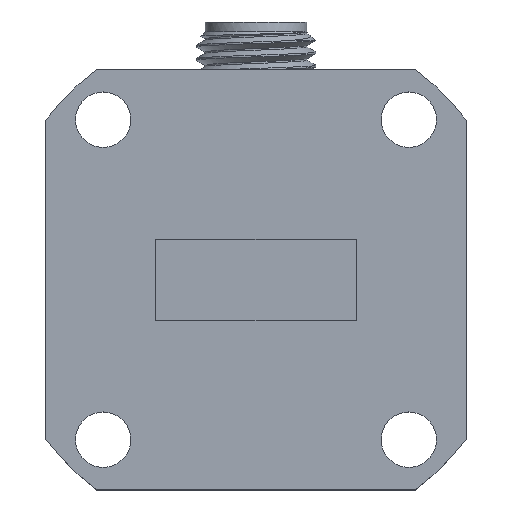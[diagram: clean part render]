
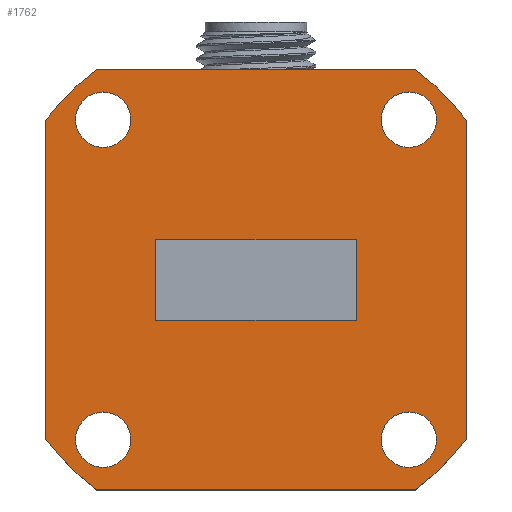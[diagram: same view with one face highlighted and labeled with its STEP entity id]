
A CAD part, top view. The second image highlights one B-rep face of the part: STEP entity #1762.
In plain terms, the highlighted planar face has unit normal (0, 0, 1).
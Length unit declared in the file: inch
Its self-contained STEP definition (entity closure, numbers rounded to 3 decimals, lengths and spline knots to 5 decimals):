
#18 = CIRCLE ( 'NONE', #1551, 0.5525 ) ;
#36 = FACE_BOUND ( 'NONE', #2922, .T. ) ;
#52 = ORIENTED_EDGE ( 'NONE', *, *, #3174, .T. ) ;
#59 = CARTESIAN_POINT ( 'NONE',  ( -0.44, -0.33415, 0. ) ) ;
#68 = AXIS2_PLACEMENT_3D ( 'NONE', #304, #562, #2327 ) ;
#75 = CARTESIAN_POINT ( 'NONE',  ( -0.21, -0.085, 0. ) ) ;
#93 = EDGE_CURVE ( 'NONE', #3223, #773, #757, .T. ) ;
#142 = AXIS2_PLACEMENT_3D ( 'NONE', #2146, #1918, #611 ) ;
#193 = CARTESIAN_POINT ( 'NONE',  ( 0.21, 0.085, 0. ) ) ;
#195 = CARTESIAN_POINT ( 'NONE',  ( -0.21, -0.085, 0. ) ) ;
#235 = DIRECTION ( 'NONE',  ( -1., 0., 0. ) ) ;
#244 = CARTESIAN_POINT ( 'NONE',  ( 0.378, 0.335, 0. ) ) ;
#249 = DIRECTION ( 'NONE',  ( 0., 0., 1. ) ) ;
#253 = VECTOR ( 'NONE', #682, 39.37008 ) ;
#270 = ORIENTED_EDGE ( 'NONE', *, *, #1057, .F. ) ;
#304 = CARTESIAN_POINT ( 'NONE',  ( -0.32, 0.335, 0. ) ) ;
#348 = EDGE_CURVE ( 'NONE', #1525, #1525, #708, .T. ) ;
#453 = EDGE_LOOP ( 'NONE', ( #1690 ) ) ;
#484 = DIRECTION ( 'NONE',  ( 0., 1., 0. ) ) ;
#536 = LINE ( 'NONE', #195, #3112 ) ;
#540 = ORIENTED_EDGE ( 'NONE', *, *, #632, .F. ) ;
#547 = EDGE_CURVE ( 'NONE', #2883, #3245, #1712, .T. ) ;
#555 = ORIENTED_EDGE ( 'NONE', *, *, #547, .T. ) ;
#560 = AXIS2_PLACEMENT_3D ( 'NONE', #3071, #756, #2057 ) ;
#562 = DIRECTION ( 'NONE',  ( 0., 0., 1. ) ) ;
#594 = CARTESIAN_POINT ( 'NONE',  ( -0.262, -0.335, 0. ) ) ;
#599 = CARTESIAN_POINT ( 'NONE',  ( -0.21, 0.085, 0. ) ) ;
#611 = DIRECTION ( 'NONE',  ( 1., 0., 0. ) ) ;
#614 = EDGE_LOOP ( 'NONE', ( #1688 ) ) ;
#632 = EDGE_CURVE ( 'NONE', #1581, #3190, #18, .T. ) ;
#682 = DIRECTION ( 'NONE',  ( 0., 1., 0. ) ) ;
#693 = CIRCLE ( 'NONE', #810, 0.058 ) ;
#708 = CIRCLE ( 'NONE', #560, 0.058 ) ;
#709 = AXIS2_PLACEMENT_3D ( 'NONE', #1645, #918, #2410 ) ;
#717 = VECTOR ( 'NONE', #2380, 39.37008 ) ;
#733 = CIRCLE ( 'NONE', #2479, 0.5525 ) ;
#756 = DIRECTION ( 'NONE',  ( 0., 0., 1. ) ) ;
#757 = CIRCLE ( 'NONE', #2892, 0.5525 ) ;
#767 = DIRECTION ( 'NONE',  ( 0., 0., -1. ) ) ;
#773 = VERTEX_POINT ( 'NONE', #973 ) ;
#805 = VECTOR ( 'NONE', #2631, 39.37008 ) ;
#810 = AXIS2_PLACEMENT_3D ( 'NONE', #1912, #2468, #1899 ) ;
#850 = LINE ( 'NONE', #75, #1802 ) ;
#860 = FACE_BOUND ( 'NONE', #1838, .T. ) ;
#895 = DIRECTION ( 'NONE',  ( 0., 1., 0. ) ) ;
#900 = LINE ( 'NONE', #2724, #253 ) ;
#918 = DIRECTION ( 'NONE',  ( 0., 0., -1. ) ) ;
#961 = CARTESIAN_POINT ( 'NONE',  ( 0., 0., 0. ) ) ;
#965 = CARTESIAN_POINT ( 'NONE',  ( -0.33415, -0.44, 0. ) ) ;
#973 = CARTESIAN_POINT ( 'NONE',  ( 0.33415, -0.44, 0. ) ) ;
#1002 = DIRECTION ( 'NONE',  ( -1., 0., 0. ) ) ;
#1007 = PLANE ( 'NONE',  #1897 ) ;
#1057 = EDGE_CURVE ( 'NONE', #2745, #1407, #2440, .T. ) ;
#1064 = ORIENTED_EDGE ( 'NONE', *, *, #2280, .F. ) ;
#1083 = VERTEX_POINT ( 'NONE', #594 ) ;
#1089 = VERTEX_POINT ( 'NONE', #2888 ) ;
#1129 = CARTESIAN_POINT ( 'NONE',  ( -0.44, -0.44, 0. ) ) ;
#1153 = EDGE_CURVE ( 'NONE', #1089, #3245, #1261, .T. ) ;
#1173 = VECTOR ( 'NONE', #895, 39.37008 ) ;
#1215 = CIRCLE ( 'NONE', #142, 0.058 ) ;
#1234 = CARTESIAN_POINT ( 'NONE',  ( -0.33415, 0.44, 0. ) ) ;
#1258 = CARTESIAN_POINT ( 'NONE',  ( 0., 0., 0. ) ) ;
#1261 = LINE ( 'NONE', #2897, #1173 ) ;
#1279 = CARTESIAN_POINT ( 'NONE',  ( -0.44, 0.33415, 0. ) ) ;
#1341 = FACE_BOUND ( 'NONE', #1577, .T. ) ;
#1371 = CARTESIAN_POINT ( 'NONE',  ( -0.44, 0.44, 0. ) ) ;
#1383 = EDGE_CURVE ( 'NONE', #1581, #773, #2378, .T. ) ;
#1384 = DIRECTION ( 'NONE',  ( 0., -1., 0. ) ) ;
#1385 = EDGE_CURVE ( 'NONE', #3223, #1970, #900, .T. ) ;
#1388 = CARTESIAN_POINT ( 'NONE',  ( -0.21, -0.085, 0. ) ) ;
#1407 = VERTEX_POINT ( 'NONE', #1234 ) ;
#1425 = ORIENTED_EDGE ( 'NONE', *, *, #1385, .T. ) ;
#1451 = CARTESIAN_POINT ( 'NONE',  ( -0.44, -0.44, 0. ) ) ;
#1525 = VERTEX_POINT ( 'NONE', #244 ) ;
#1551 = AXIS2_PLACEMENT_3D ( 'NONE', #2291, #767, #2540 ) ;
#1577 = EDGE_LOOP ( 'NONE', ( #2869 ) ) ;
#1581 = VERTEX_POINT ( 'NONE', #965 ) ;
#1632 = VERTEX_POINT ( 'NONE', #3150 ) ;
#1635 = CARTESIAN_POINT ( 'NONE',  ( 0.378, -0.335, 0. ) ) ;
#1645 = CARTESIAN_POINT ( 'NONE',  ( 0., 0., 0. ) ) ;
#1647 = FACE_OUTER_BOUND ( 'NONE', #2609, .T. ) ;
#1679 = EDGE_CURVE ( 'NONE', #2103, #2883, #536, .T. ) ;
#1688 = ORIENTED_EDGE ( 'NONE', *, *, #3021, .F. ) ;
#1690 = ORIENTED_EDGE ( 'NONE', *, *, #348, .F. ) ;
#1705 = EDGE_CURVE ( 'NONE', #1970, #2259, #733, .T. ) ;
#1708 = CARTESIAN_POINT ( 'NONE',  ( -0.21, 0.085, 0. ) ) ;
#1712 = LINE ( 'NONE', #599, #805 ) ;
#1762 = ADVANCED_FACE ( 'NONE', ( #1647, #1341, #860, #2866, #2901, #36 ), #1007, .F. ) ;
#1775 = DIRECTION ( 'NONE',  ( 0., 0., -1. ) ) ;
#1802 = VECTOR ( 'NONE', #2409, 39.37008 ) ;
#1838 = EDGE_LOOP ( 'NONE', ( #1064 ) ) ;
#1848 = CARTESIAN_POINT ( 'NONE',  ( 0.44, -0.33415, 0. ) ) ;
#1852 = ORIENTED_EDGE ( 'NONE', *, *, #3120, .T. ) ;
#1897 = AXIS2_PLACEMENT_3D ( 'NONE', #3281, #1775, #235 ) ;
#1899 = DIRECTION ( 'NONE',  ( 1., 0., 0. ) ) ;
#1912 = CARTESIAN_POINT ( 'NONE',  ( 0.32, -0.335, 0. ) ) ;
#1918 = DIRECTION ( 'NONE',  ( 0., 0., 1. ) ) ;
#1925 = DIRECTION ( 'NONE',  ( 1., 0., 0. ) ) ;
#1970 = VERTEX_POINT ( 'NONE', #2174 ) ;
#2010 = VECTOR ( 'NONE', #1925, 39.37008 ) ;
#2049 = EDGE_CURVE ( 'NONE', #1083, #1083, #1215, .T. ) ;
#2057 = DIRECTION ( 'NONE',  ( 1., 0., 0. ) ) ;
#2103 = VERTEX_POINT ( 'NONE', #1388 ) ;
#2146 = CARTESIAN_POINT ( 'NONE',  ( -0.32, -0.335, 0. ) ) ;
#2174 = CARTESIAN_POINT ( 'NONE',  ( 0.44, 0.33415, 0. ) ) ;
#2259 = VERTEX_POINT ( 'NONE', #2435 ) ;
#2276 = VECTOR ( 'NONE', #1384, 39.37008 ) ;
#2280 = EDGE_CURVE ( 'NONE', #2622, #2622, #693, .T. ) ;
#2291 = CARTESIAN_POINT ( 'NONE',  ( 0., 0., 0. ) ) ;
#2300 = DIRECTION ( 'NONE',  ( 1., 0., 0. ) ) ;
#2327 = DIRECTION ( 'NONE',  ( 1., 0., 0. ) ) ;
#2378 = LINE ( 'NONE', #1451, #2010 ) ;
#2380 = DIRECTION ( 'NONE',  ( -1., 0., 0. ) ) ;
#2409 = DIRECTION ( 'NONE',  ( 1., 0., 0. ) ) ;
#2410 = DIRECTION ( 'NONE',  ( -1., 0., 0. ) ) ;
#2435 = CARTESIAN_POINT ( 'NONE',  ( 0.33415, 0.44, 0. ) ) ;
#2440 = CIRCLE ( 'NONE', #709, 0.5525 ) ;
#2468 = DIRECTION ( 'NONE',  ( 0., 0., 1. ) ) ;
#2479 = AXIS2_PLACEMENT_3D ( 'NONE', #1258, #249, #2300 ) ;
#2497 = DIRECTION ( 'NONE',  ( 0., 0., -1. ) ) ;
#2540 = DIRECTION ( 'NONE',  ( -1., 0., 0. ) ) ;
#2609 = EDGE_LOOP ( 'NONE', ( #270, #52, #540, #3154, #3016, #1425, #2649, #1852 ) ) ;
#2622 = VERTEX_POINT ( 'NONE', #1635 ) ;
#2631 = DIRECTION ( 'NONE',  ( 1., 0., 0. ) ) ;
#2649 = ORIENTED_EDGE ( 'NONE', *, *, #1705, .T. ) ;
#2724 = CARTESIAN_POINT ( 'NONE',  ( 0.44, -0.44, 0. ) ) ;
#2745 = VERTEX_POINT ( 'NONE', #1279 ) ;
#2798 = ORIENTED_EDGE ( 'NONE', *, *, #1153, .F. ) ;
#2866 = FACE_BOUND ( 'NONE', #453, .T. ) ;
#2869 = ORIENTED_EDGE ( 'NONE', *, *, #2049, .F. ) ;
#2875 = ORIENTED_EDGE ( 'NONE', *, *, #3198, .F. ) ;
#2878 = ORIENTED_EDGE ( 'NONE', *, *, #1679, .T. ) ;
#2883 = VERTEX_POINT ( 'NONE', #1708 ) ;
#2888 = CARTESIAN_POINT ( 'NONE',  ( 0.21, -0.085, 0. ) ) ;
#2892 = AXIS2_PLACEMENT_3D ( 'NONE', #961, #2497, #1002 ) ;
#2893 = LINE ( 'NONE', #1371, #717 ) ;
#2897 = CARTESIAN_POINT ( 'NONE',  ( 0.21, -0.085, 0. ) ) ;
#2901 = FACE_BOUND ( 'NONE', #614, .T. ) ;
#2922 = EDGE_LOOP ( 'NONE', ( #2878, #555, #2798, #2875 ) ) ;
#2928 = LINE ( 'NONE', #1129, #2276 ) ;
#2970 = CIRCLE ( 'NONE', #68, 0.058 ) ;
#3016 = ORIENTED_EDGE ( 'NONE', *, *, #93, .F. ) ;
#3021 = EDGE_CURVE ( 'NONE', #1632, #1632, #2970, .T. ) ;
#3071 = CARTESIAN_POINT ( 'NONE',  ( 0.32, 0.335, 0. ) ) ;
#3112 = VECTOR ( 'NONE', #484, 39.37008 ) ;
#3120 = EDGE_CURVE ( 'NONE', #2259, #1407, #2893, .T. ) ;
#3150 = CARTESIAN_POINT ( 'NONE',  ( -0.262, 0.335, 0. ) ) ;
#3154 = ORIENTED_EDGE ( 'NONE', *, *, #1383, .T. ) ;
#3174 = EDGE_CURVE ( 'NONE', #2745, #3190, #2928, .T. ) ;
#3190 = VERTEX_POINT ( 'NONE', #59 ) ;
#3198 = EDGE_CURVE ( 'NONE', #2103, #1089, #850, .T. ) ;
#3223 = VERTEX_POINT ( 'NONE', #1848 ) ;
#3245 = VERTEX_POINT ( 'NONE', #193 ) ;
#3281 = CARTESIAN_POINT ( 'NONE',  ( 0., 0., 0. ) ) ;
